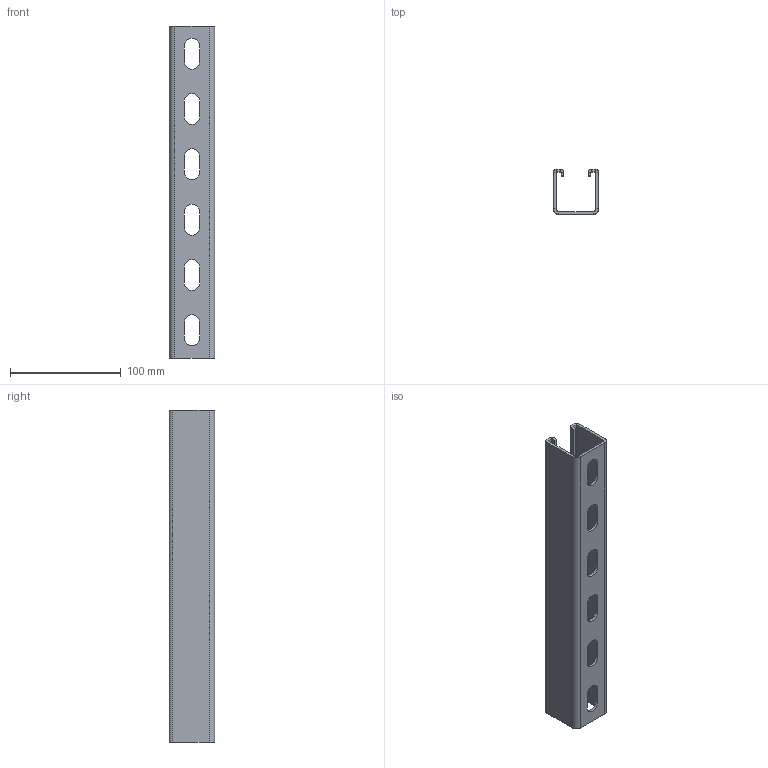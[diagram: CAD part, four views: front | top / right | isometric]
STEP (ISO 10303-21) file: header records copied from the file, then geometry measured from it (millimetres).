
FILE_DESCRIPTION (( 'STEP AP214' ), '1' );
FILE_NAME ('1122517.stp', '2017-12-07T07:54:37', ( '' ), ( '' ), 'SwSTEP 2.0', 'SolidWorks 2016', '' );
FILE_SCHEMA (( 'AUTOMOTIVE_DESIGN' ));
Length unit declared in the file: millimetre
Products named in the file (1): 1122517
Bounding box: 41 x 41 x 300 mm (x, y, z)
Volume: 94333.3 mm3; surface area: 78710.3 mm2
Topology: 1 solids, 1 shells, 84 faces, 198 edges, 116 vertices
Faces by surface type: plane 54, cylinder 30
Entity records: 2416 total; most frequent: DIRECTION 428, CARTESIAN_POINT 399, ORIENTED_EDGE 396, EDGE_CURVE 198, AXIS2_PLACEMENT_3D 145, VECTOR 138, LINE 138, VERTEX_POINT 116
